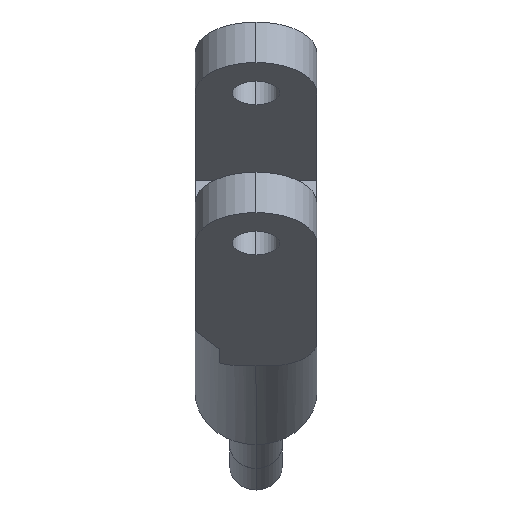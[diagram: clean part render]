
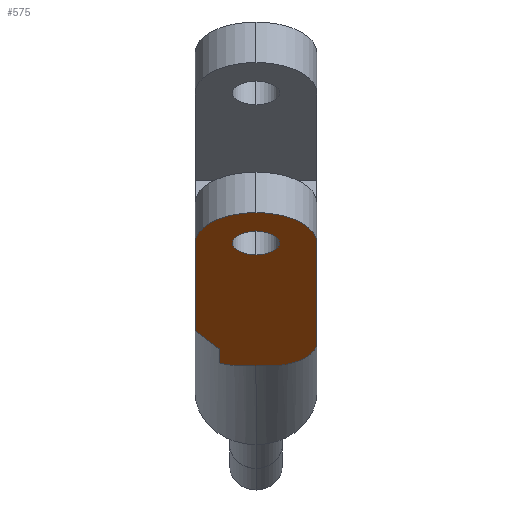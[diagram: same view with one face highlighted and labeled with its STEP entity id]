
A CAD part, left-side view. The second image highlights one B-rep face of the part: STEP entity #575.
In plain terms, the highlighted planar face has unit normal (-0.5, 0, -0.866).
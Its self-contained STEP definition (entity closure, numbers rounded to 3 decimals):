
#2 = VERTEX_POINT ( 'NONE', #274 ) ;
#4 = EDGE_CURVE ( 'NONE', #138, #373, #389, .T. ) ;
#7 = ORIENTED_EDGE ( 'NONE', *, *, #810, .T. ) ;
#18 = AXIS2_PLACEMENT_3D ( 'NONE', #796, #1273, #1156 ) ;
#23 = AXIS2_PLACEMENT_3D ( 'NONE', #681, #952, #1319 ) ;
#34 = DIRECTION ( 'NONE',  ( 0.866, 0., -0.5 ) ) ;
#44 = CIRCLE ( 'NONE', #917, 10. ) ;
#48 = DIRECTION ( 'NONE',  ( -0.5, 0., -0.866 ) ) ;
#49 = VERTEX_POINT ( 'NONE', #673 ) ;
#59 = CIRCLE ( 'NONE', #1497, 10. ) ;
#87 = DIRECTION ( 'NONE',  ( -0.5, 0., -0.866 ) ) ;
#100 = DIRECTION ( 'NONE',  ( -0.866, 0., 0.5 ) ) ;
#106 = CARTESIAN_POINT ( 'NONE',  ( -11.75, 13., -20.352 ) ) ;
#109 = AXIS2_PLACEMENT_3D ( 'NONE', #1464, #48, #1490 ) ;
#138 = VERTEX_POINT ( 'NONE', #1440 ) ;
#142 = DIRECTION ( 'NONE',  ( 0., -1., 0. ) ) ;
#163 = CIRCLE ( 'NONE', #109, 5. ) ;
#167 = EDGE_CURVE ( 'NONE', #2, #138, #366, .T. ) ;
#188 = DIRECTION ( 'NONE',  ( -0.866, 0., 0.5 ) ) ;
#192 = EDGE_CURVE ( 'NONE', #1412, #809, #1306, .T. ) ;
#194 = LINE ( 'NONE', #1043, #395 ) ;
#199 = EDGE_LOOP ( 'NONE', ( #1081, #775 ) ) ;
#239 = AXIS2_PLACEMENT_3D ( 'NONE', #1485, #281, #34 ) ;
#243 = DIRECTION ( 'NONE',  ( 0.866, 0., -0.5 ) ) ;
#274 = CARTESIAN_POINT ( 'NONE',  ( 25.022, -13., -41.582 ) ) ;
#281 = DIRECTION ( 'NONE',  ( -0.5, 0., -0.866 ) ) ;
#300 = CARTESIAN_POINT ( 'NONE',  ( 33.682, -3., -46.582 ) ) ;
#310 = CIRCLE ( 'NONE', #239, 5. ) ;
#312 = DIRECTION ( 'NONE',  ( -0.5, 0., -0.866 ) ) ;
#315 = PLANE ( 'NONE',  #18 ) ;
#322 = FACE_OUTER_BOUND ( 'NONE', #381, .T. ) ;
#347 = ORIENTED_EDGE ( 'NONE', *, *, #167, .T. ) ;
#353 = VERTEX_POINT ( 'NONE', #1372 ) ;
#366 = LINE ( 'NONE', #464, #731 ) ;
#370 = EDGE_CURVE ( 'NONE', #424, #353, #163, .T. ) ;
#373 = VERTEX_POINT ( 'NONE', #382 ) ;
#379 = LINE ( 'NONE', #524, #987 ) ;
#381 = EDGE_LOOP ( 'NONE', ( #755, #1222, #715, #1299, #347, #1410, #7, #1322, #1211 ) ) ;
#382 = CARTESIAN_POINT ( 'NONE',  ( -23.008, 0., -13.852 ) ) ;
#389 = CIRCLE ( 'NONE', #1194, 13. ) ;
#395 = VECTOR ( 'NONE', #1555, 1000. ) ;
#398 = EDGE_CURVE ( 'NONE', #353, #424, #310, .T. ) ;
#424 = VERTEX_POINT ( 'NONE', #643 ) ;
#464 = CARTESIAN_POINT ( 'NONE',  ( -11.75, -13., -20.352 ) ) ;
#497 = CIRCLE ( 'NONE', #23, 13. ) ;
#524 = CARTESIAN_POINT ( 'NONE',  ( 33.682, -13., -46.582 ) ) ;
#541 = CARTESIAN_POINT ( 'NONE',  ( 25.022, -3., -41.582 ) ) ;
#570 = LINE ( 'NONE', #1053, #1294 ) ;
#575 = ADVANCED_FACE ( 'NONE', ( #322, #1258 ), #315, .T. ) ;
#604 = VERTEX_POINT ( 'NONE', #300 ) ;
#617 = CARTESIAN_POINT ( 'NONE',  ( 27.59, 7.864, -43.065 ) ) ;
#637 = VERTEX_POINT ( 'NONE', #1119 ) ;
#643 = CARTESIAN_POINT ( 'NONE',  ( -7.42, 0., -22.852 ) ) ;
#673 = CARTESIAN_POINT ( 'NONE',  ( 32.589, 7.864, -45.951 ) ) ;
#681 = CARTESIAN_POINT ( 'NONE',  ( -11.75, 0., -20.352 ) ) ;
#691 = CARTESIAN_POINT ( 'NONE',  ( -11.75, 13., -20.352 ) ) ;
#715 = ORIENTED_EDGE ( 'NONE', *, *, #1131, .T. ) ;
#731 = VECTOR ( 'NONE', #841, 1000. ) ;
#755 = ORIENTED_EDGE ( 'NONE', *, *, #1409, .F. ) ;
#760 = EDGE_CURVE ( 'NONE', #604, #2, #44, .T. ) ;
#775 = ORIENTED_EDGE ( 'NONE', *, *, #370, .F. ) ;
#796 = CARTESIAN_POINT ( 'NONE',  ( -11.75, 0., -20.352 ) ) ;
#805 = EDGE_CURVE ( 'NONE', #849, #809, #194, .T. ) ;
#809 = VERTEX_POINT ( 'NONE', #1520 ) ;
#810 = EDGE_CURVE ( 'NONE', #373, #1412, #497, .T. ) ;
#841 = DIRECTION ( 'NONE',  ( -0.866, 0., 0.5 ) ) ;
#849 = VERTEX_POINT ( 'NONE', #617 ) ;
#877 = CARTESIAN_POINT ( 'NONE',  ( -11.75, 0., -20.352 ) ) ;
#917 = AXIS2_PLACEMENT_3D ( 'NONE', #541, #1438, #1070 ) ;
#952 = DIRECTION ( 'NONE',  ( -0.5, 0., -0.866 ) ) ;
#987 = VECTOR ( 'NONE', #142, 1000. ) ;
#1043 = CARTESIAN_POINT ( 'NONE',  ( 2.939, 26.253, -28.832 ) ) ;
#1046 = DIRECTION ( 'NONE',  ( 0.866, 0., -0.5 ) ) ;
#1053 = CARTESIAN_POINT ( 'NONE',  ( -11.75, 7.864, -20.352 ) ) ;
#1070 = DIRECTION ( 'NONE',  ( -0.866, 0., 0.5 ) ) ;
#1081 = ORIENTED_EDGE ( 'NONE', *, *, #398, .F. ) ;
#1119 = CARTESIAN_POINT ( 'NONE',  ( 33.682, 3., -46.582 ) ) ;
#1131 = EDGE_CURVE ( 'NONE', #637, #604, #379, .T. ) ;
#1156 = DIRECTION ( 'NONE',  ( 0.866, 0., -0.5 ) ) ;
#1194 = AXIS2_PLACEMENT_3D ( 'NONE', #877, #312, #1046 ) ;
#1211 = ORIENTED_EDGE ( 'NONE', *, *, #805, .F. ) ;
#1222 = ORIENTED_EDGE ( 'NONE', *, *, #1364, .T. ) ;
#1258 = FACE_BOUND ( 'NONE', #199, .T. ) ;
#1273 = DIRECTION ( 'NONE',  ( -0.5, 0., -0.866 ) ) ;
#1286 = CARTESIAN_POINT ( 'NONE',  ( 25.022, 3., -41.582 ) ) ;
#1294 = VECTOR ( 'NONE', #188, 1000. ) ;
#1299 = ORIENTED_EDGE ( 'NONE', *, *, #760, .T. ) ;
#1306 = LINE ( 'NONE', #106, #1474 ) ;
#1319 = DIRECTION ( 'NONE',  ( 0.866, 0., -0.5 ) ) ;
#1322 = ORIENTED_EDGE ( 'NONE', *, *, #192, .T. ) ;
#1364 = EDGE_CURVE ( 'NONE', #49, #637, #59, .T. ) ;
#1372 = CARTESIAN_POINT ( 'NONE',  ( -16.08, 0., -17.852 ) ) ;
#1409 = EDGE_CURVE ( 'NONE', #49, #849, #570, .T. ) ;
#1410 = ORIENTED_EDGE ( 'NONE', *, *, #4, .T. ) ;
#1412 = VERTEX_POINT ( 'NONE', #691 ) ;
#1438 = DIRECTION ( 'NONE',  ( -0.5, 0., -0.866 ) ) ;
#1440 = CARTESIAN_POINT ( 'NONE',  ( -11.75, -13., -20.352 ) ) ;
#1464 = CARTESIAN_POINT ( 'NONE',  ( -11.75, 0., -20.352 ) ) ;
#1474 = VECTOR ( 'NONE', #243, 1000. ) ;
#1485 = CARTESIAN_POINT ( 'NONE',  ( -11.75, 0., -20.352 ) ) ;
#1490 = DIRECTION ( 'NONE',  ( 0.866, 0., -0.5 ) ) ;
#1497 = AXIS2_PLACEMENT_3D ( 'NONE', #1286, #87, #100 ) ;
#1520 = CARTESIAN_POINT ( 'NONE',  ( 20.705, 13., -39.089 ) ) ;
#1555 = DIRECTION ( 'NONE',  ( -0.727, 0.543, 0.42 ) ) ;
